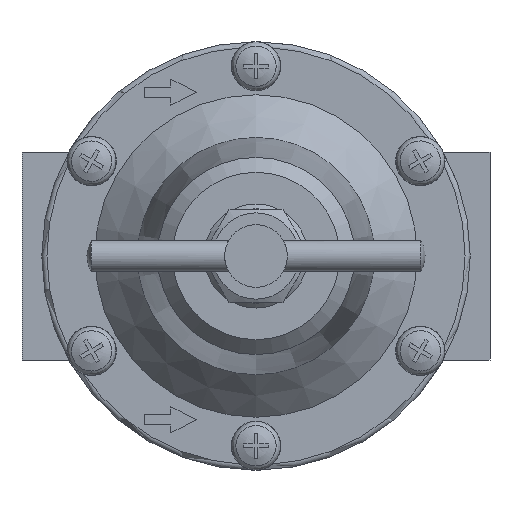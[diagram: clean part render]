
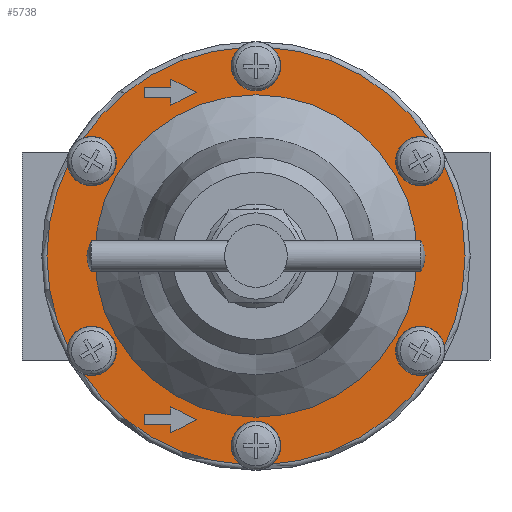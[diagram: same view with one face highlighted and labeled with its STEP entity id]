
A CAD part, front view. The second image highlights one B-rep face of the part: STEP entity #5738.
In plain terms, the highlighted planar face has unit normal (0, -1, 0).
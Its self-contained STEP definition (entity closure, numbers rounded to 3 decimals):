
#185=LINE('',#8163,#506);
#186=LINE('',#8166,#507);
#187=LINE('',#8168,#508);
#188=LINE('',#8170,#509);
#189=LINE('',#8172,#510);
#190=LINE('',#8174,#511);
#191=LINE('',#8176,#512);
#192=LINE('',#8177,#513);
#193=LINE('',#8180,#514);
#194=LINE('',#8182,#515);
#195=LINE('',#8184,#516);
#196=LINE('',#8186,#517);
#197=LINE('',#8188,#518);
#198=LINE('',#8190,#519);
#506=VECTOR('',#6682,1000.);
#507=VECTOR('',#6683,1000.);
#508=VECTOR('',#6684,1000.);
#509=VECTOR('',#6685,1000.);
#510=VECTOR('',#6686,1000.);
#511=VECTOR('',#6687,1000.);
#512=VECTOR('',#6688,1000.);
#513=VECTOR('',#6689,1000.);
#514=VECTOR('',#6690,1000.);
#515=VECTOR('',#6691,1000.);
#516=VECTOR('',#6692,1000.);
#517=VECTOR('',#6693,1000.);
#518=VECTOR('',#6694,1000.);
#519=VECTOR('',#6695,1000.);
#788=PLANE('',#6061);
#1171=ORIENTED_EDGE('',*,*,#2240,.F.);
#1172=ORIENTED_EDGE('',*,*,#2241,.T.);
#1173=ORIENTED_EDGE('',*,*,#2242,.T.);
#1174=ORIENTED_EDGE('',*,*,#2243,.T.);
#1175=ORIENTED_EDGE('',*,*,#2244,.T.);
#1176=ORIENTED_EDGE('',*,*,#2245,.T.);
#1177=ORIENTED_EDGE('',*,*,#2246,.T.);
#1178=ORIENTED_EDGE('',*,*,#2247,.T.);
#1179=ORIENTED_EDGE('',*,*,#2248,.T.);
#1180=ORIENTED_EDGE('',*,*,#2249,.T.);
#1181=ORIENTED_EDGE('',*,*,#2250,.T.);
#1182=ORIENTED_EDGE('',*,*,#2251,.T.);
#1183=ORIENTED_EDGE('',*,*,#2252,.T.);
#1184=ORIENTED_EDGE('',*,*,#2253,.T.);
#1185=ORIENTED_EDGE('',*,*,#2254,.T.);
#1186=ORIENTED_EDGE('',*,*,#2094,.T.);
#1187=ORIENTED_EDGE('',*,*,#2255,.F.);
#1188=ORIENTED_EDGE('',*,*,#2092,.T.);
#1189=ORIENTED_EDGE('',*,*,#2256,.F.);
#1190=ORIENTED_EDGE('',*,*,#2102,.T.);
#1191=ORIENTED_EDGE('',*,*,#2257,.F.);
#1192=ORIENTED_EDGE('',*,*,#2100,.T.);
#1193=ORIENTED_EDGE('',*,*,#2258,.F.);
#1194=ORIENTED_EDGE('',*,*,#2098,.T.);
#1195=ORIENTED_EDGE('',*,*,#2259,.F.);
#1196=ORIENTED_EDGE('',*,*,#2096,.T.);
#1197=ORIENTED_EDGE('',*,*,#2260,.F.);
#2092=EDGE_CURVE('',#2657,#2658,#3044,.T.);
#2094=EDGE_CURVE('',#2660,#2659,#3045,.T.);
#2096=EDGE_CURVE('',#2662,#2661,#3046,.T.);
#2098=EDGE_CURVE('',#2664,#2663,#3047,.T.);
#2100=EDGE_CURVE('',#2666,#2665,#3048,.T.);
#2102=EDGE_CURVE('',#2668,#2667,#3049,.T.);
#2240=EDGE_CURVE('',#2767,#2767,#3098,.T.);
#2241=EDGE_CURVE('',#2768,#2769,#185,.T.);
#2242=EDGE_CURVE('',#2769,#2770,#186,.T.);
#2243=EDGE_CURVE('',#2770,#2771,#187,.T.);
#2244=EDGE_CURVE('',#2771,#2772,#188,.T.);
#2245=EDGE_CURVE('',#2772,#2773,#189,.T.);
#2246=EDGE_CURVE('',#2773,#2774,#190,.T.);
#2247=EDGE_CURVE('',#2774,#2768,#191,.T.);
#2248=EDGE_CURVE('',#2775,#2776,#192,.T.);
#2249=EDGE_CURVE('',#2776,#2777,#193,.T.);
#2250=EDGE_CURVE('',#2777,#2778,#194,.T.);
#2251=EDGE_CURVE('',#2778,#2779,#195,.T.);
#2252=EDGE_CURVE('',#2779,#2780,#196,.T.);
#2253=EDGE_CURVE('',#2780,#2781,#197,.T.);
#2254=EDGE_CURVE('',#2781,#2775,#198,.T.);
#2255=EDGE_CURVE('',#2657,#2659,#3099,.F.);
#2256=EDGE_CURVE('',#2668,#2658,#3100,.F.);
#2257=EDGE_CURVE('',#2666,#2667,#3101,.F.);
#2258=EDGE_CURVE('',#2664,#2665,#3102,.F.);
#2259=EDGE_CURVE('',#2662,#2663,#3103,.F.);
#2260=EDGE_CURVE('',#2660,#2661,#3104,.F.);
#2657=VERTEX_POINT('',#7654);
#2658=VERTEX_POINT('',#7655);
#2659=VERTEX_POINT('',#7661);
#2660=VERTEX_POINT('',#7663);
#2661=VERTEX_POINT('',#7669);
#2662=VERTEX_POINT('',#7671);
#2663=VERTEX_POINT('',#7677);
#2664=VERTEX_POINT('',#7679);
#2665=VERTEX_POINT('',#7685);
#2666=VERTEX_POINT('',#7687);
#2667=VERTEX_POINT('',#7693);
#2668=VERTEX_POINT('',#7695);
#2767=VERTEX_POINT('',#8162);
#2768=VERTEX_POINT('',#8164);
#2769=VERTEX_POINT('',#8165);
#2770=VERTEX_POINT('',#8167);
#2771=VERTEX_POINT('',#8169);
#2772=VERTEX_POINT('',#8171);
#2773=VERTEX_POINT('',#8173);
#2774=VERTEX_POINT('',#8175);
#2775=VERTEX_POINT('',#8178);
#2776=VERTEX_POINT('',#8179);
#2777=VERTEX_POINT('',#8181);
#2778=VERTEX_POINT('',#8183);
#2779=VERTEX_POINT('',#8185);
#2780=VERTEX_POINT('',#8187);
#2781=VERTEX_POINT('',#8189);
#3044=CIRCLE('',#5968,40.2);
#3045=CIRCLE('',#5969,40.2);
#3046=CIRCLE('',#5970,40.2);
#3047=CIRCLE('',#5971,40.2);
#3048=CIRCLE('',#5972,40.2);
#3049=CIRCLE('',#5973,40.2);
#3098=CIRCLE('',#6062,31.);
#3099=CIRCLE('',#6063,4.25);
#3100=CIRCLE('',#6064,4.25);
#3101=CIRCLE('',#6065,4.25);
#3102=CIRCLE('',#6066,4.25);
#3103=CIRCLE('',#6067,4.25);
#3104=CIRCLE('',#6068,4.25);
#3287=EDGE_LOOP('',(#1171));
#3288=EDGE_LOOP('',(#1172,#1173,#1174,#1175,#1176,#1177,#1178));
#3289=EDGE_LOOP('',(#1179,#1180,#1181,#1182,#1183,#1184,#1185));
#3290=EDGE_LOOP('',(#1186,#1187,#1188,#1189,#1190,#1191,#1192,#1193,#1194,
#1195,#1196,#1197));
#3620=FACE_BOUND('',#3287,.T.);
#3621=FACE_BOUND('',#3288,.T.);
#3622=FACE_BOUND('',#3289,.T.);
#3623=FACE_BOUND('',#3290,.T.);
#5738=ADVANCED_FACE('',(#3620,#3621,#3622,#3623),#788,.F.);
#5968=AXIS2_PLACEMENT_3D('',#7653,#6438,#6439);
#5969=AXIS2_PLACEMENT_3D('',#7662,#6440,#6441);
#5970=AXIS2_PLACEMENT_3D('',#7670,#6442,#6443);
#5971=AXIS2_PLACEMENT_3D('',#7678,#6444,#6445);
#5972=AXIS2_PLACEMENT_3D('',#7686,#6446,#6447);
#5973=AXIS2_PLACEMENT_3D('',#7694,#6448,#6449);
#6061=AXIS2_PLACEMENT_3D('',#8160,#6678,#6679);
#6062=AXIS2_PLACEMENT_3D('',#8161,#6680,#6681);
#6063=AXIS2_PLACEMENT_3D('',#8191,#6696,#6697);
#6064=AXIS2_PLACEMENT_3D('',#8192,#6698,#6699);
#6065=AXIS2_PLACEMENT_3D('',#8193,#6700,#6701);
#6066=AXIS2_PLACEMENT_3D('',#8194,#6702,#6703);
#6067=AXIS2_PLACEMENT_3D('',#8195,#6704,#6705);
#6068=AXIS2_PLACEMENT_3D('',#8196,#6706,#6707);
#6438=DIRECTION('',(0.,-1.,0.));
#6439=DIRECTION('',(0.,0.,-1.));
#6440=DIRECTION('',(0.,-1.,0.));
#6441=DIRECTION('',(0.,0.,-1.));
#6442=DIRECTION('',(0.,-1.,0.));
#6443=DIRECTION('',(0.,0.,-1.));
#6444=DIRECTION('',(0.,-1.,0.));
#6445=DIRECTION('',(0.,0.,-1.));
#6446=DIRECTION('',(0.,-1.,0.));
#6447=DIRECTION('',(0.,0.,-1.));
#6448=DIRECTION('',(0.,-1.,0.));
#6449=DIRECTION('',(0.,0.,-1.));
#6678=DIRECTION('',(0.,1.,0.));
#6679=DIRECTION('',(0.,0.,1.));
#6680=DIRECTION('',(0.,-1.,0.));
#6681=DIRECTION('',(0.,0.,-1.));
#6682=DIRECTION('',(-1.,0.,0.));
#6683=DIRECTION('',(0.,0.,1.));
#6684=DIRECTION('',(1.,0.,0.));
#6685=DIRECTION('',(0.,0.,1.));
#6686=DIRECTION('',(0.894,0.,-0.447));
#6687=DIRECTION('',(-0.894,0.,-0.447));
#6688=DIRECTION('',(0.,0.,1.));
#6689=DIRECTION('',(-1.,0.,0.));
#6690=DIRECTION('',(0.,0.,1.));
#6691=DIRECTION('',(1.,0.,0.));
#6692=DIRECTION('',(0.,0.,1.));
#6693=DIRECTION('',(0.894,0.,-0.447));
#6694=DIRECTION('',(-0.894,0.,-0.447));
#6695=DIRECTION('',(0.,0.,1.));
#6696=DIRECTION('',(0.,1.,0.));
#6697=DIRECTION('',(0.,0.,1.));
#6698=DIRECTION('',(0.,1.,0.));
#6699=DIRECTION('',(0.,0.,1.));
#6700=DIRECTION('',(0.,1.,0.));
#6701=DIRECTION('',(0.,0.,1.));
#6702=DIRECTION('',(0.,1.,0.));
#6703=DIRECTION('',(0.,0.,1.));
#6704=DIRECTION('',(0.,1.,0.));
#6705=DIRECTION('',(0.,0.,1.));
#6706=DIRECTION('',(0.,1.,0.));
#6707=DIRECTION('',(0.,0.,1.));
#7653=CARTESIAN_POINT('',(0.,-30.,0.));
#7654=CARTESIAN_POINT('',(-2.194,-30.,40.14));
#7655=CARTESIAN_POINT('',(-33.666,-30.,21.97));
#7661=CARTESIAN_POINT('',(2.194,-30.,40.14));
#7662=CARTESIAN_POINT('',(0.,-30.,0.));
#7663=CARTESIAN_POINT('',(33.666,-30.,21.97));
#7669=CARTESIAN_POINT('',(35.859,-30.,18.17));
#7670=CARTESIAN_POINT('',(0.,-30.,0.));
#7671=CARTESIAN_POINT('',(35.859,-30.,-18.17));
#7677=CARTESIAN_POINT('',(33.666,-30.,-21.97));
#7678=CARTESIAN_POINT('',(0.,-30.,0.));
#7679=CARTESIAN_POINT('',(2.194,-30.,-40.14));
#7685=CARTESIAN_POINT('',(-2.194,-30.,-40.14));
#7686=CARTESIAN_POINT('',(0.,-30.,0.));
#7687=CARTESIAN_POINT('',(-33.666,-30.,-21.97));
#7693=CARTESIAN_POINT('',(-35.859,-30.,-18.17));
#7694=CARTESIAN_POINT('',(0.,-30.,0.));
#7695=CARTESIAN_POINT('',(-35.859,-30.,18.17));
#8160=CARTESIAN_POINT('',(40.2,-30.,0.));
#8161=CARTESIAN_POINT('',(0.,-30.,0.));
#8162=CARTESIAN_POINT('',(0.,-30.,-31.));
#8163=CARTESIAN_POINT('',(-16.4,-30.,-32.5));
#8164=CARTESIAN_POINT('',(-16.4,-30.,-32.5));
#8165=CARTESIAN_POINT('',(-21.4,-30.,-32.5));
#8166=CARTESIAN_POINT('',(-21.4,-30.,-32.5));
#8167=CARTESIAN_POINT('',(-21.4,-30.,-30.5));
#8168=CARTESIAN_POINT('',(-21.4,-30.,-30.5));
#8169=CARTESIAN_POINT('',(-16.4,-30.,-30.5));
#8170=CARTESIAN_POINT('',(-16.4,-30.,-30.5));
#8171=CARTESIAN_POINT('',(-16.4,-30.,-29.));
#8172=CARTESIAN_POINT('',(-16.4,-30.,-29.));
#8173=CARTESIAN_POINT('',(-11.4,-30.,-31.5));
#8174=CARTESIAN_POINT('',(-11.4,-30.,-31.5));
#8175=CARTESIAN_POINT('',(-16.4,-30.,-34.));
#8176=CARTESIAN_POINT('',(-16.4,-30.,-34.));
#8177=CARTESIAN_POINT('',(-16.4,-30.,30.5));
#8178=CARTESIAN_POINT('',(-16.4,-30.,30.5));
#8179=CARTESIAN_POINT('',(-21.4,-30.,30.5));
#8180=CARTESIAN_POINT('',(-21.4,-30.,30.5));
#8181=CARTESIAN_POINT('',(-21.4,-30.,32.5));
#8182=CARTESIAN_POINT('',(-21.4,-30.,32.5));
#8183=CARTESIAN_POINT('',(-16.4,-30.,32.5));
#8184=CARTESIAN_POINT('',(-16.4,-30.,32.5));
#8185=CARTESIAN_POINT('',(-16.4,-30.,34.));
#8186=CARTESIAN_POINT('',(-16.4,-30.,34.));
#8187=CARTESIAN_POINT('',(-11.4,-30.,31.5));
#8188=CARTESIAN_POINT('',(-11.4,-30.,31.5));
#8189=CARTESIAN_POINT('',(-16.4,-30.,29.));
#8190=CARTESIAN_POINT('',(-16.4,-30.,29.));
#8191=CARTESIAN_POINT('',(0.,-30.,36.5));
#8192=CARTESIAN_POINT('',(-31.61,-30.,18.25));
#8193=CARTESIAN_POINT('',(-31.61,-30.,-18.25));
#8194=CARTESIAN_POINT('',(0.,-30.,-36.5));
#8195=CARTESIAN_POINT('',(31.61,-30.,-18.25));
#8196=CARTESIAN_POINT('',(31.61,-30.,18.25));
